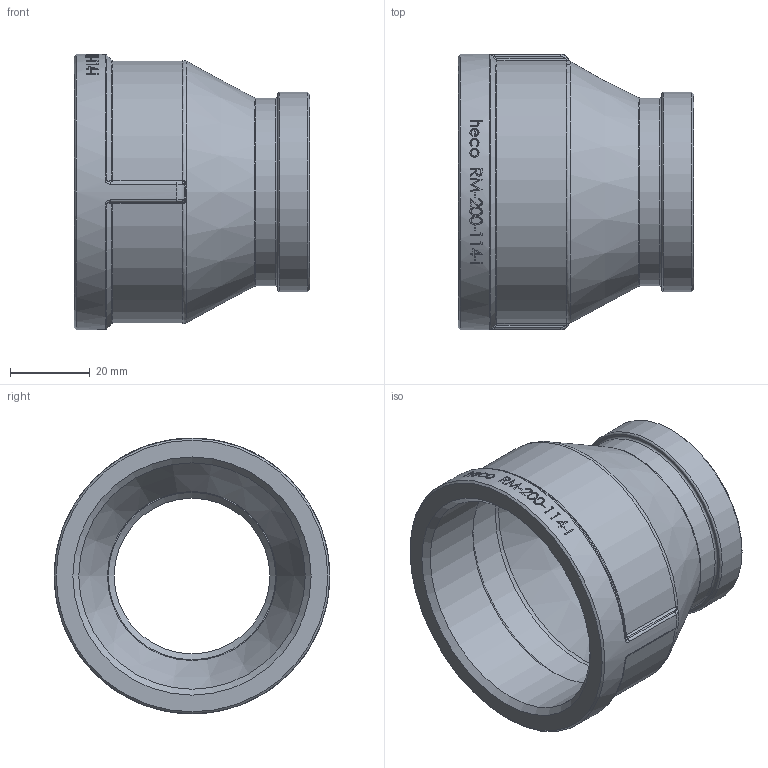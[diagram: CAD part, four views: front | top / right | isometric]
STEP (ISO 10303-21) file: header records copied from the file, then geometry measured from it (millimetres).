
FILE_DESCRIPTION (( 'STEP AP214' ), '1' );
FILE_NAME ('heco_RM-200-114-I Reduziermuffe 2305.STEP', '2023-05-11T09:51:45', ( '' ), ( '' ), 'SwSTEP 2.0', 'SolidWorks 2019', '' );
FILE_SCHEMA (( 'AUTOMOTIVE_DESIGN' ));
Length unit declared in the file: millimetre
Products named in the file (1): heco_RM-200-114-I Reduziermuffe 2305
Bounding box: 59 x 69 x 69.01 mm (x, y, z)
Volume: 42328.9 mm3; surface area: 23656.3 mm2
Topology: 1 solids, 1 shells, 254 faces, 624 edges, 393 vertices
Faces by surface type: bspline 116, plane 73, cylinder 38, torus 13, cone 10, sphere 4
Full cylindrical faces by diameter (mm): 38.952 x1, 47 x1, 50 x1, 56.656 x1, 60.6 x1, 69 x1
Entity records: 19955 total; most frequent: CARTESIAN_POINT 13180, ORIENTED_EDGE 1190, DIRECTION 678, EDGE_CURVE 595, VERTEX_POINT 387, B_SPLINE_CURVE_WITH_KNOTS 338, EDGE_LOOP 300, AXIS2_PLACEMENT_3D 282
